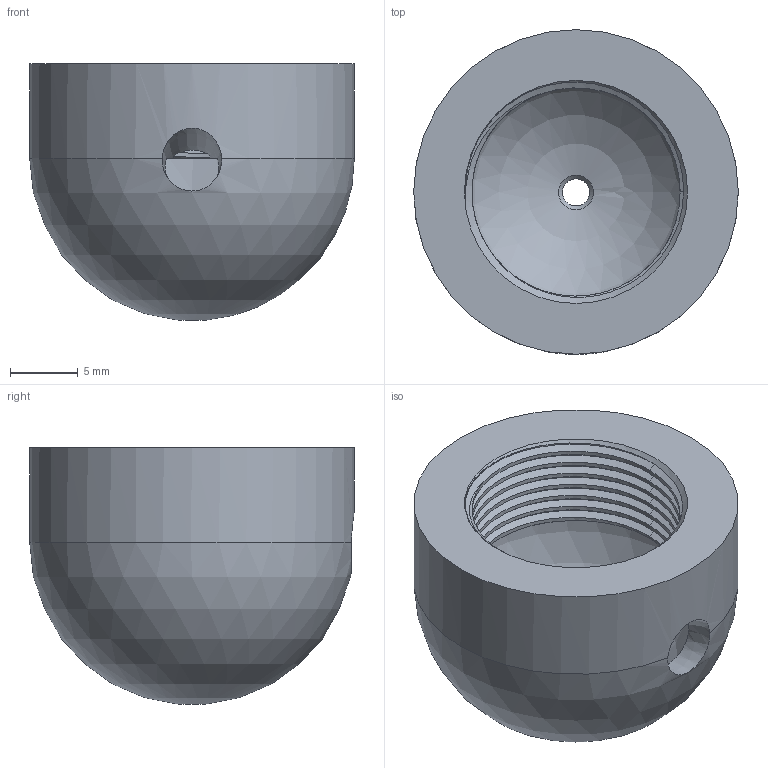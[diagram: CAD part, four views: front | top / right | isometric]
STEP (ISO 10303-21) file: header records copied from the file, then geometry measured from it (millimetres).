
FILE_DESCRIPTION(('FreeCAD Model'),'2;1');
FILE_NAME('Open CASCADE Shape Model','2025-01-05T18:15:37',(''),(''), 'Open CASCADE STEP processor 7.8','FreeCAD','Unknown');
FILE_SCHEMA(('AUTOMOTIVE_DESIGN { 1 0 10303 214 1 1 1 1 }'));
Length unit declared in the file: millimetre
Products named in the file (1): Body001
Bounding box: 24 x 24 x 18.96 mm (x, y, z)
Volume: 3270.5 mm3; surface area: 2973.9 mm2
Topology: 1 solids, 1 shells, 44 faces, 103 edges, 58 vertices
Faces by surface type: bspline 27, cylinder 10, cone 3, sphere 2, plane 2
Full cylindrical faces by diameter (mm): 2 x1, 15.4 x6, 24 x1
Entity records: 4209 total; most frequent: CARTESIAN_POINT 3409, ORIENTED_EDGE 206, EDGE_CURVE 103, DIRECTION 80, B_SPLINE_CURVE_WITH_KNOTS 75, VERTEX_POINT 58, FACE_BOUND 45, EDGE_LOOP 45
